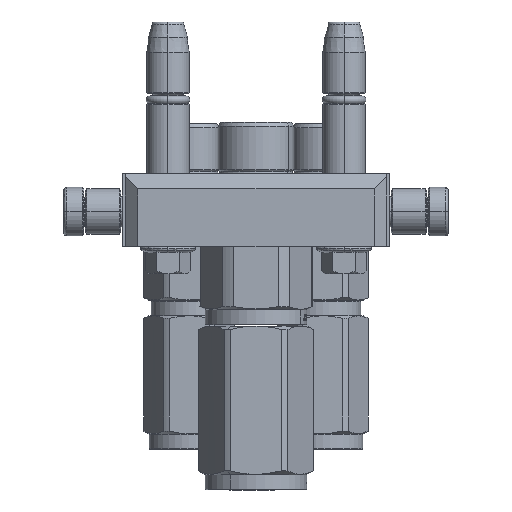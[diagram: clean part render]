
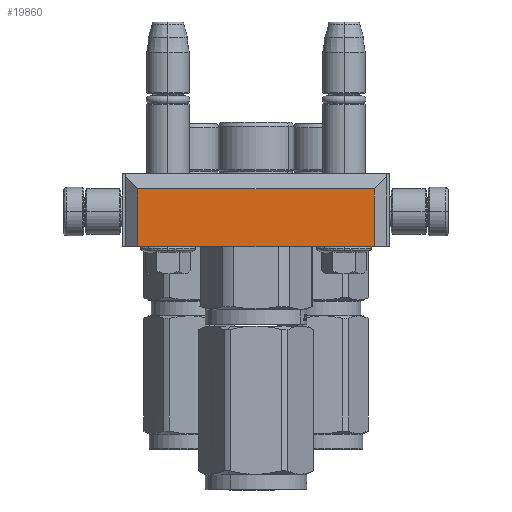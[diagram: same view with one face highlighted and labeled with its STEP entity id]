
A CAD part, left-side view. The second image highlights one B-rep face of the part: STEP entity #19860.
In plain terms, the highlighted face is planar.
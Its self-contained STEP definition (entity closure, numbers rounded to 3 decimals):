
#1412 = LINE ( 'NONE', #53494, #55150 ) ;
#3721 = CARTESIAN_POINT ( 'NONE',  ( -39., 42.75, 24. ) ) ;
#6873 = CARTESIAN_POINT ( 'NONE',  ( 44., 42.75, 0. ) ) ;
#14280 = VECTOR ( 'NONE', #23318, 1000. ) ;
#15348 = LINE ( 'NONE', #33627, #37710 ) ;
#16078 = CARTESIAN_POINT ( 'NONE',  ( -39., 42.75, 5. ) ) ;
#19860 = ADVANCED_FACE ( 'NONE', ( #56269 ), #35851, .T. ) ;
#23290 = ORIENTED_EDGE ( 'NONE', *, *, #34494, .T. ) ;
#23318 = DIRECTION ( 'NONE',  ( -1., 0., 0. ) ) ;
#24892 = CARTESIAN_POINT ( 'NONE',  ( -39., 42.75, 5. ) ) ;
#25940 = DIRECTION ( 'NONE',  ( 1., 0., 0. ) ) ;
#26994 = VERTEX_POINT ( 'NONE', #3721 ) ;
#29257 = DIRECTION ( 'NONE',  ( 0., 0., -1. ) ) ;
#30592 = LINE ( 'NONE', #43147, #14280 ) ;
#33627 = CARTESIAN_POINT ( 'NONE',  ( 39., 42.75, 24. ) ) ;
#33777 = CARTESIAN_POINT ( 'NONE',  ( 39., 42.75, 5. ) ) ;
#34494 = EDGE_CURVE ( 'NONE', #34967, #55083, #15348, .T. ) ;
#34646 = VERTEX_POINT ( 'NONE', #16078 ) ;
#34967 = VERTEX_POINT ( 'NONE', #51698 ) ;
#35652 = DIRECTION ( 'NONE',  ( -1., 0., 0. ) ) ;
#35851 = PLANE ( 'NONE',  #58217 ) ;
#36749 = EDGE_CURVE ( 'NONE', #26994, #34646, #1412, .T. ) ;
#37391 = EDGE_LOOP ( 'NONE', ( #44482, #23290, #55334, #43083 ) ) ;
#37710 = VECTOR ( 'NONE', #53016, 1000. ) ;
#43022 = VECTOR ( 'NONE', #25940, 1000. ) ;
#43083 = ORIENTED_EDGE ( 'NONE', *, *, #36749, .F. ) ;
#43147 = CARTESIAN_POINT ( 'NONE',  ( 39., 42.75, 24. ) ) ;
#43917 = EDGE_CURVE ( 'NONE', #34646, #55083, #55685, .T. ) ;
#44482 = ORIENTED_EDGE ( 'NONE', *, *, #52897, .F. ) ;
#51698 = CARTESIAN_POINT ( 'NONE',  ( 39., 42.75, 24. ) ) ;
#52897 = EDGE_CURVE ( 'NONE', #34967, #26994, #30592, .T. ) ;
#53016 = DIRECTION ( 'NONE',  ( 0., 0., -1. ) ) ;
#53494 = CARTESIAN_POINT ( 'NONE',  ( -39., 42.75, 24. ) ) ;
#54824 = DIRECTION ( 'NONE',  ( 0., 1., 0. ) ) ;
#55083 = VERTEX_POINT ( 'NONE', #33777 ) ;
#55150 = VECTOR ( 'NONE', #29257, 1000. ) ;
#55334 = ORIENTED_EDGE ( 'NONE', *, *, #43917, .F. ) ;
#55685 = LINE ( 'NONE', #24892, #43022 ) ;
#56269 = FACE_OUTER_BOUND ( 'NONE', #37391, .T. ) ;
#58217 = AXIS2_PLACEMENT_3D ( 'NONE', #6873, #54824, #35652 ) ;
